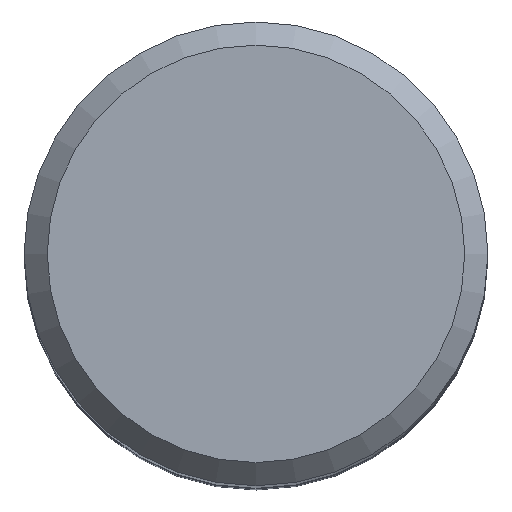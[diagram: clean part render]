
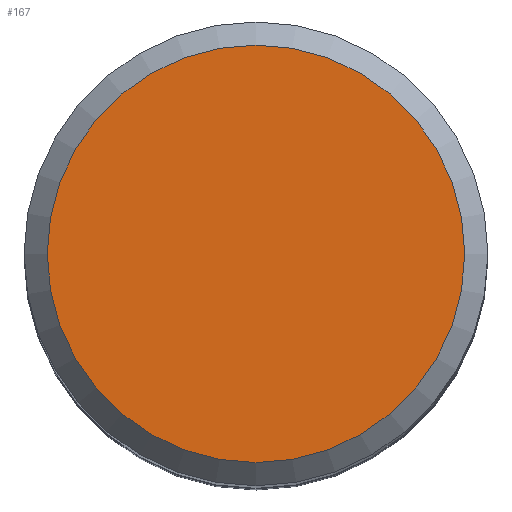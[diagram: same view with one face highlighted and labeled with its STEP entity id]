
A CAD part, top view. The second image highlights one B-rep face of the part: STEP entity #167.
In plain terms, the highlighted free-form (B-spline) face has degree [1, 1] with [2, 2] control points.
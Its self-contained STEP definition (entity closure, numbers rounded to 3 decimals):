
#133 = VERTEX_POINT('', #134);
#134 = CARTESIAN_POINT('', (-7.2, 0., 0.));
#140 = EDGE_CURVE('', #133, #133, #141, .T.);
#141 = CIRCLE('', #142, 7.2);
#142 = AXIS2_PLACEMENT_3D('', #143, #144, #145);
#143 = CARTESIAN_POINT('', (0., 0., 0.));
#144 = DIRECTION('', (0., 0., -1.));
#145 = DIRECTION('', (-1., 0., 0.));
#167 = ADVANCED_FACE('', (#168), #171, .T.);
#168 = FACE_OUTER_BOUND('', #169, .T.);
#169 = EDGE_LOOP('', (#170));
#170 = ORIENTED_EDGE('', *, *, #140, .F.);
#171 = B_SPLINE_SURFACE_WITH_KNOTS('', 1, 1, ((#172, #173), (#174, #175)), .UNSPECIFIED., .F., .F., .U., (2, 2), (2, 2), (0.045, 0.955), (0.045, 0.955), .UNSPECIFIED.);
#172 = CARTESIAN_POINT('', (7.2, -7.2, 0.));
#173 = CARTESIAN_POINT('', (-7.2, -7.2, 0.));
#174 = CARTESIAN_POINT('', (7.2, 7.2, 0.));
#175 = CARTESIAN_POINT('', (-7.2, 7.2, 0.));
